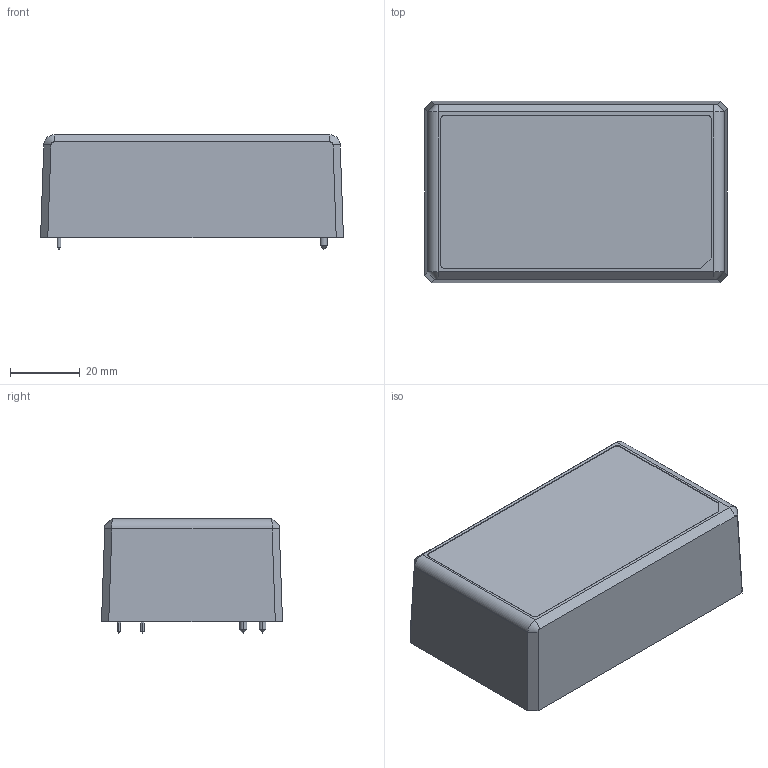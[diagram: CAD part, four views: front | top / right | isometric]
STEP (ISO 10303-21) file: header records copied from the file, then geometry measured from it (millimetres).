
FILE_DESCRIPTION(('Creo Elements/Direct Modeling STEP Export'),'2;1');
FILE_NAME('IRM-60.stp','2015-06-18T15:19:53',(''),(''),'PTC Creo Elements/Direct Modeling STEP processor for AP214 (Solid Model)','PTC Creo Elements/Direct Modeling 19.0 09-May-2014 (C) Parametric Technology GmbH','');
FILE_SCHEMA(('AUTOMOTIVE_DESIGN { 1 0 10303 214 1 1 1 1 }'));
Length unit declared in the file: millimetre
Products named in the file (21): HS1; HS3; pin.1.2; p1; HS2; MANIFOLD_SOLID_BREP_893.PRT; MANIFOLD_SOLID_BREP_866.PRT; MANIFOLD_SOLID_BREP_880.PRT; MANIFOLD_SOLID_BREP_876.PRT; MANIFOLD_SOLID_BREP_869.PRT; MANIFOLD_SOLID_BREP_870.PRT; MANIFOLD_SOLID_BREP_894.PRT; MANIFOLD_SOLID_BREP_884.PRT; MANIFOLD_SOLID_BREP_873.PRT; MANIFOLD_SOLID_BREP_896.PRT; MANIFOLD_SOLID_BREP_875.PRT; CAD061675V7W.ASM; IRM-60-1117.stp.1; case; 60w.1; IRM-60
Assembly tree (21 placements, depth 5):
  IRM-60
    60w.1
      case
      IRM-60-1117.stp.1  x2
        CAD061675V7W.ASM
          MANIFOLD_SOLID_BREP_875.PRT
          MANIFOLD_SOLID_BREP_896.PRT
          MANIFOLD_SOLID_BREP_873.PRT
          MANIFOLD_SOLID_BREP_884.PRT
          MANIFOLD_SOLID_BREP_894.PRT
          MANIFOLD_SOLID_BREP_870.PRT
          MANIFOLD_SOLID_BREP_869.PRT
          MANIFOLD_SOLID_BREP_876.PRT
          MANIFOLD_SOLID_BREP_880.PRT
          MANIFOLD_SOLID_BREP_866.PRT
          MANIFOLD_SOLID_BREP_893.PRT
      HS2
        p1
        pin.1.2
      HS3
      HS1
Bounding box: 87 x 52 x 32.8 mm (x, y, z)
Volume: 93044.9 mm3; surface area: 87283.8 mm2
Topology: 27 solids, 27 shells, 926 faces, 2221 edges, 1465 vertices
Faces by surface type: plane 549, cylinder 317, cone 44, bspline 8, torus 8
Entity records: 18659 total; most frequent: CARTESIAN_POINT 3364, ORIENTED_EDGE 3116, DIRECTION 2887, EDGE_CURVE 1558, VECTOR 1101, LINE 1101, VERTEX_POINT 1025, AXIS2_PLACEMENT_3D 893
